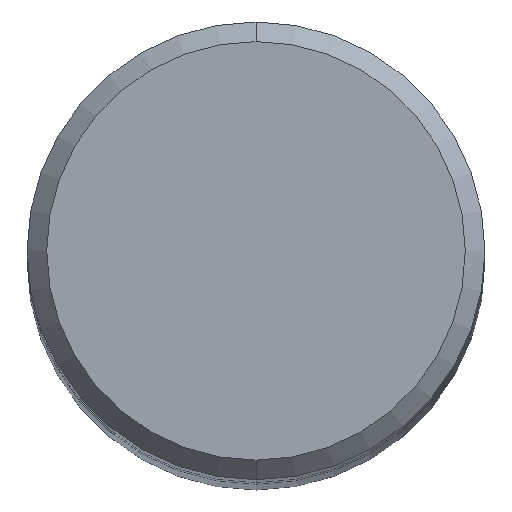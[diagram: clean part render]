
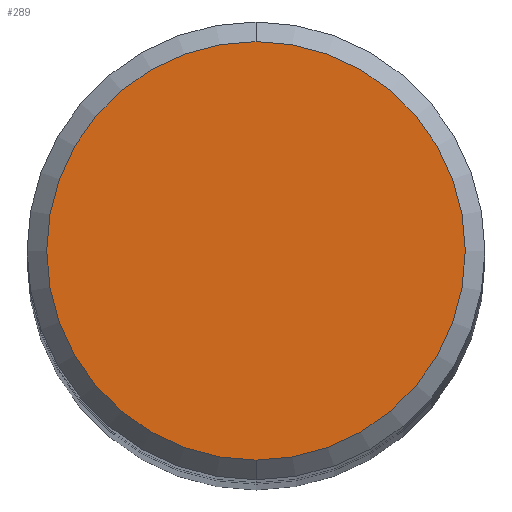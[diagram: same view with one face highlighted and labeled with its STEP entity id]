
A CAD part, top view. The second image highlights one B-rep face of the part: STEP entity #289.
In plain terms, the highlighted planar face has unit normal (0, 0, 1).
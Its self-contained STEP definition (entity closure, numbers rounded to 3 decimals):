
#169=VERTEX_POINT('',#460);
#287=VERTEX_POINT('',#588);
#289=ADVANCED_FACE('',(#590),#591,.T.);
#383=EDGE_CURVE('',#169,#287,#696,.T.);
#437=EDGE_CURVE('',#287,#169,#756,.T.);
#460=CARTESIAN_POINT('',(0.,-6.4,0.0));
#588=CARTESIAN_POINT('',(0.0,6.4,0.0));
#590=FACE_OUTER_BOUND('',#1074,.T.);
#591=PLANE('',#1075);
#696=CIRCLE('',#1341,6.4);
#756=CIRCLE('',#1439,6.4);
#1074=EDGE_LOOP('',(#1575,#1576));
#1075=AXIS2_PLACEMENT_3D('',#1577,#1578,#1579);
#1341=AXIS2_PLACEMENT_3D('',#1707,#1708,#1709);
#1439=AXIS2_PLACEMENT_3D('',#1776,#1777,#1778);
#1575=ORIENTED_EDGE('',*,*,#437,.F.);
#1576=ORIENTED_EDGE('',*,*,#383,.F.);
#1577=CARTESIAN_POINT('',(0.0,3.2,0.0));
#1578=DIRECTION('',(-0.0,0.0,1.0));
#1579=DIRECTION('',(0.0,-1.0,0.0));
#1707=CARTESIAN_POINT('',(0.0,0.0,0.0));
#1708=DIRECTION('',(0.0,0.0,-1.0));
#1709=DIRECTION('',(0.0,1.0,0.0));
#1776=CARTESIAN_POINT('',(0.0,0.0,0.0));
#1777=DIRECTION('',(0.0,0.0,-1.0));
#1778=DIRECTION('',(0.0,1.0,0.0));
